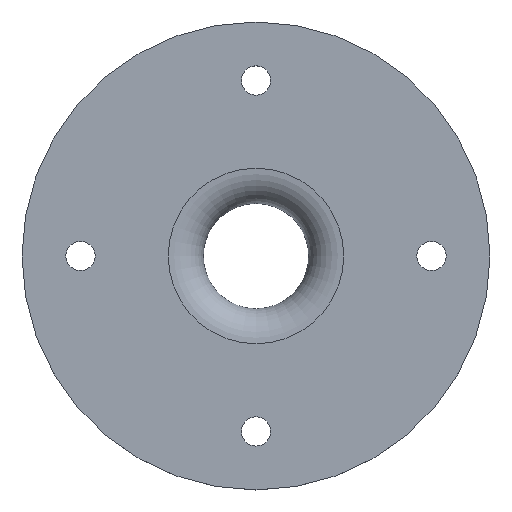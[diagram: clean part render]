
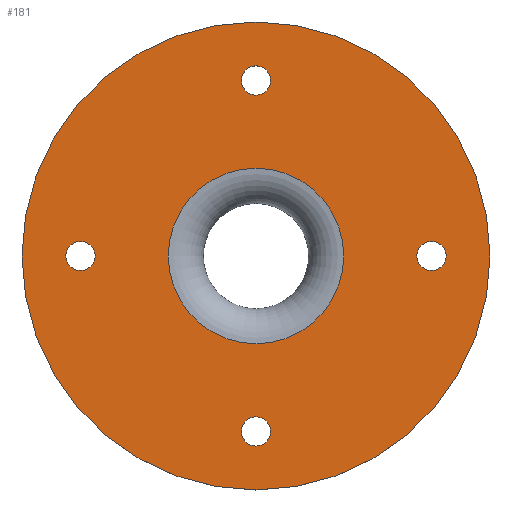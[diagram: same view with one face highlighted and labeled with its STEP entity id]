
A CAD part, top view. The second image highlights one B-rep face of the part: STEP entity #181.
In plain terms, the highlighted planar face has unit normal (0, 0, 1).
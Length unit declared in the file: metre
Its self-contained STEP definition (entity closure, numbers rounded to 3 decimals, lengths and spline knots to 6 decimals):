
#22=PLANE('',#216);
#35=ORIENTED_EDGE('',*,*,#63,.F.);
#36=ORIENTED_EDGE('',*,*,#61,.F.);
#37=ORIENTED_EDGE('',*,*,#59,.F.);
#38=ORIENTED_EDGE('',*,*,#57,.F.);
#39=ORIENTED_EDGE('',*,*,#67,.F.);
#40=ORIENTED_EDGE('',*,*,#65,.T.);
#57=EDGE_CURVE('',#73,#73,#89,.T.);
#59=EDGE_CURVE('',#75,#75,#91,.T.);
#61=EDGE_CURVE('',#77,#77,#93,.T.);
#63=EDGE_CURVE('',#79,#79,#95,.T.);
#65=EDGE_CURVE('',#81,#81,#97,.T.);
#67=EDGE_CURVE('',#83,#83,#99,.T.);
#73=VERTEX_POINT('',#290);
#75=VERTEX_POINT('',#295);
#77=VERTEX_POINT('',#300);
#79=VERTEX_POINT('',#305);
#81=VERTEX_POINT('',#310);
#83=VERTEX_POINT('',#315);
#89=CIRCLE('',#202,0.0025);
#91=CIRCLE('',#205,0.0025);
#93=CIRCLE('',#208,0.0025);
#95=CIRCLE('',#211,0.0025);
#97=CIRCLE('',#214,0.04);
#99=CIRCLE('',#217,0.015);
#115=EDGE_LOOP('',(#35));
#116=EDGE_LOOP('',(#36));
#117=EDGE_LOOP('',(#37));
#118=EDGE_LOOP('',(#38));
#119=EDGE_LOOP('',(#39));
#120=EDGE_LOOP('',(#40));
#147=FACE_BOUND('',#115,.T.);
#148=FACE_BOUND('',#116,.T.);
#149=FACE_BOUND('',#117,.T.);
#150=FACE_BOUND('',#118,.T.);
#151=FACE_BOUND('',#119,.T.);
#152=FACE_BOUND('',#120,.T.);
#181=ADVANCED_FACE('',(#147,#148,#149,#150,#151,#152),#22,.T.);
#202=AXIS2_PLACEMENT_3D('',#289,#233,#234);
#205=AXIS2_PLACEMENT_3D('',#294,#239,#240);
#208=AXIS2_PLACEMENT_3D('',#299,#245,#246);
#211=AXIS2_PLACEMENT_3D('',#304,#251,#252);
#214=AXIS2_PLACEMENT_3D('',#309,#257,#258);
#216=AXIS2_PLACEMENT_3D('',#313,#261,#262);
#217=AXIS2_PLACEMENT_3D('',#314,#263,#264);
#233=DIRECTION('',(0.,0.,1.));
#234=DIRECTION('',(1.,0.,0.));
#239=DIRECTION('',(0.,0.,1.));
#240=DIRECTION('',(1.,0.,0.));
#245=DIRECTION('',(0.,0.,1.));
#246=DIRECTION('',(1.,0.,0.));
#251=DIRECTION('',(0.,0.,1.));
#252=DIRECTION('',(1.,0.,0.));
#257=DIRECTION('',(0.,0.,1.));
#258=DIRECTION('',(1.,0.,0.));
#261=DIRECTION('',(0.,0.,1.));
#262=DIRECTION('',(1.,0.,0.));
#263=DIRECTION('',(0.,0.,1.));
#264=DIRECTION('',(1.,0.,0.));
#289=CARTESIAN_POINT('',(0.,0.03,0.003));
#290=CARTESIAN_POINT('',(0.0025,0.03,0.003));
#294=CARTESIAN_POINT('',(-0.03,0.,0.003));
#295=CARTESIAN_POINT('',(-0.0275,0.,0.003));
#299=CARTESIAN_POINT('',(0.,-0.03,0.003));
#300=CARTESIAN_POINT('',(0.0025,-0.03,0.003));
#304=CARTESIAN_POINT('',(0.03,0.,0.003));
#305=CARTESIAN_POINT('',(0.0325,0.,0.003));
#309=CARTESIAN_POINT('',(0.,0.,0.003));
#310=CARTESIAN_POINT('',(0.04,0.,0.003));
#313=CARTESIAN_POINT('',(0.,0.,0.003));
#314=CARTESIAN_POINT('',(0.,0.,0.003));
#315=CARTESIAN_POINT('',(0.015,0.,0.003));
